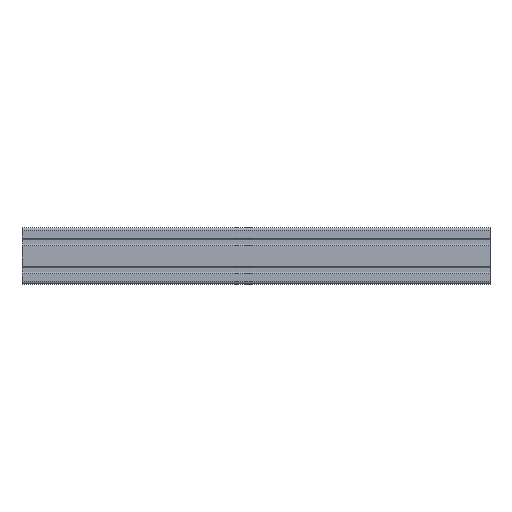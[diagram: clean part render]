
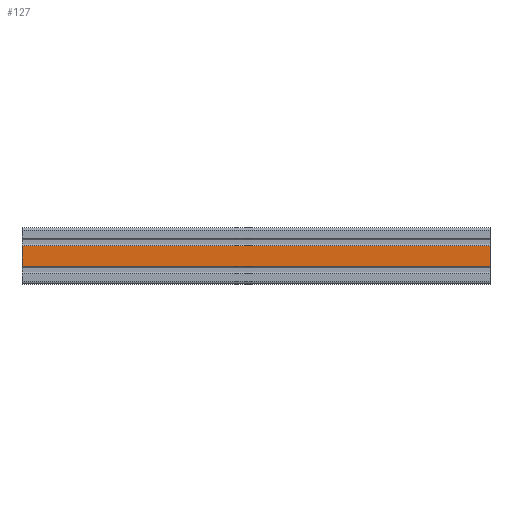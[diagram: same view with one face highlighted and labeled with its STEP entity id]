
A CAD part, top view. The second image highlights one B-rep face of the part: STEP entity #127.
In plain terms, the highlighted planar face has unit normal (0, 0, 1).
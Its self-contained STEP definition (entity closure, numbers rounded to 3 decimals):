
#60 = ORIENTED_EDGE ( 'NONE', *, *, #396, .F. ) ;
#63 = CARTESIAN_POINT ( 'NONE',  ( 2000., -10.9, -1385. ) ) ;
#127 = ADVANCED_FACE ( 'NONE', ( #870 ), #854, .F. ) ;
#160 = VERTEX_POINT ( 'NONE', #2074 ) ;
#190 = ORIENTED_EDGE ( 'NONE', *, *, #1845, .T. ) ;
#251 = CARTESIAN_POINT ( 'NONE',  ( 1500., 10.9, -1385. ) ) ;
#262 = CARTESIAN_POINT ( 'NONE',  ( 1500., -10.9, -1385. ) ) ;
#345 = LINE ( 'NONE', #1926, #1343 ) ;
#396 = EDGE_CURVE ( 'NONE', #2081, #1441, #345, .T. ) ;
#612 = EDGE_CURVE ( 'NONE', #160, #2081, #1202, .T. ) ;
#703 = DIRECTION ( 'NONE',  ( 1., 0., 0. ) ) ;
#854 = PLANE ( 'NONE',  #1058 ) ;
#870 = FACE_OUTER_BOUND ( 'NONE', #1371, .T. ) ;
#895 = CARTESIAN_POINT ( 'NONE',  ( 1500., -10.9, -1385. ) ) ;
#937 = LINE ( 'NONE', #895, #1099 ) ;
#949 = DIRECTION ( 'NONE',  ( 1., 0., 0. ) ) ;
#1011 = DIRECTION ( 'NONE',  ( 0., 1., 0. ) ) ;
#1032 = ORIENTED_EDGE ( 'NONE', *, *, #1670, .T. ) ;
#1058 = AXIS2_PLACEMENT_3D ( 'NONE', #262, #2477, #1243 ) ;
#1099 = VECTOR ( 'NONE', #703, 1000. ) ;
#1148 = CARTESIAN_POINT ( 'NONE',  ( 2000., -10.9, -1385. ) ) ;
#1202 = LINE ( 'NONE', #1999, #1701 ) ;
#1227 = VECTOR ( 'NONE', #1828, 1000. ) ;
#1243 = DIRECTION ( 'NONE',  ( -1., 0., 0. ) ) ;
#1300 = ORIENTED_EDGE ( 'NONE', *, *, #612, .F. ) ;
#1343 = VECTOR ( 'NONE', #949, 1000. ) ;
#1371 = EDGE_LOOP ( 'NONE', ( #1032, #60, #1300, #190 ) ) ;
#1441 = VERTEX_POINT ( 'NONE', #1685 ) ;
#1632 = LINE ( 'NONE', #63, #1227 ) ;
#1670 = EDGE_CURVE ( 'NONE', #2265, #1441, #1632, .T. ) ;
#1685 = CARTESIAN_POINT ( 'NONE',  ( 2000., 10.9, -1385. ) ) ;
#1701 = VECTOR ( 'NONE', #1011, 1000. ) ;
#1828 = DIRECTION ( 'NONE',  ( 0., 1., 0. ) ) ;
#1845 = EDGE_CURVE ( 'NONE', #160, #2265, #937, .T. ) ;
#1926 = CARTESIAN_POINT ( 'NONE',  ( 1500., 10.9, -1385. ) ) ;
#1999 = CARTESIAN_POINT ( 'NONE',  ( 1500., -10.9, -1385. ) ) ;
#2074 = CARTESIAN_POINT ( 'NONE',  ( 1500., -10.9, -1385. ) ) ;
#2081 = VERTEX_POINT ( 'NONE', #251 ) ;
#2265 = VERTEX_POINT ( 'NONE', #1148 ) ;
#2477 = DIRECTION ( 'NONE',  ( 0., 0., -1. ) ) ;
